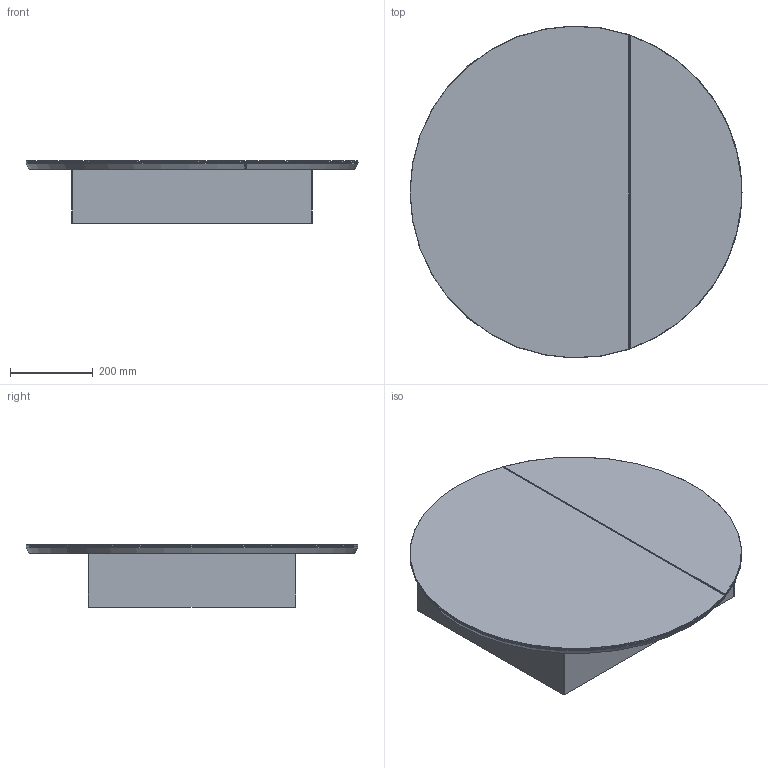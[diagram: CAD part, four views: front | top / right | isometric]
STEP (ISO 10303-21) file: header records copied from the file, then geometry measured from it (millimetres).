
FILE_DESCRIPTION (( 'STEP AP214' ), '1' );
FILE_NAME ('Kado Lux Round Split Shaver v1.STEP', '2019-07-12T01:59:56', ( '' ), ( '' ), 'SwSTEP 2.0', 'SolidWorks 2015', '' );
FILE_SCHEMA (( 'AUTOMOTIVE_DESIGN' ));
Length unit declared in the file: millimetre
Products named in the file (1): Kado Lux Round Split Shaver v1
Bounding box: 800 x 799.85 x 150 mm (x, y, z)
Volume: 18346897.2 mm3; surface area: 3154513.5 mm2
Topology: 5 solids, 5 shells, 91 faces, 189 edges, 101 vertices
Faces by surface type: plane 27, cylinder 26, sphere 16, torus 9, cone 9, bspline 4
Entity records: 2413 total; most frequent: CARTESIAN_POINT 494, DIRECTION 421, ORIENTED_EDGE 354, EDGE_CURVE 177, AXIS2_PLACEMENT_3D 176, VERTEX_POINT 97, EDGE_LOOP 92, ADVANCED_FACE 91
